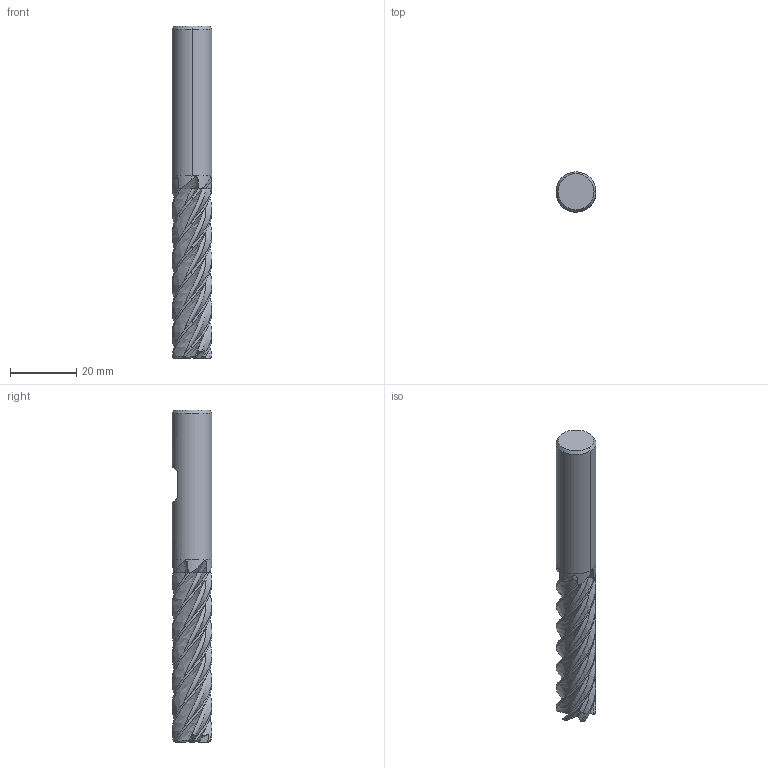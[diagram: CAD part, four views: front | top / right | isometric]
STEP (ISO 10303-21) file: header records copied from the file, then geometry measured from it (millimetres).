
FILE_DESCRIPTION(('no description'),'unknown implementation level');
FILE_NAME('EXM1-M03-0124-12_0_5-Detail.stp',' ',('CIMSOURCE GmbH'),('CADClick - KiM GmbH - www.kimweb.de'),'unknown preprocess','ACIS','unknown authorization');
FILE_SCHEMA(('automotive_design'));
Length unit declared in the file: millimetre
Products named in the file (2): NOCUT; CUT
Bounding box: 12 x 12 x 100 mm (x, y, z)
Volume: 8732.4 mm3; surface area: 6604.4 mm2
Topology: 2 solids, 2 shells, 183 faces, 527 edges, 348 vertices
Faces by surface type: plane 73, bspline 48, cone 24, revolution 24, cylinder 8, torus 6
Entity records: 37473 total; most frequent: CARTESIAN_POINT 27280, STYLED_ITEM 1060, PRESENTATION_STYLE_ASSIGNMENT 1060, COLOUR_RGB 1060, ORIENTED_EDGE 1054, DIRECTION 689, EDGE_CURVE 527, CURVE_STYLE 527
